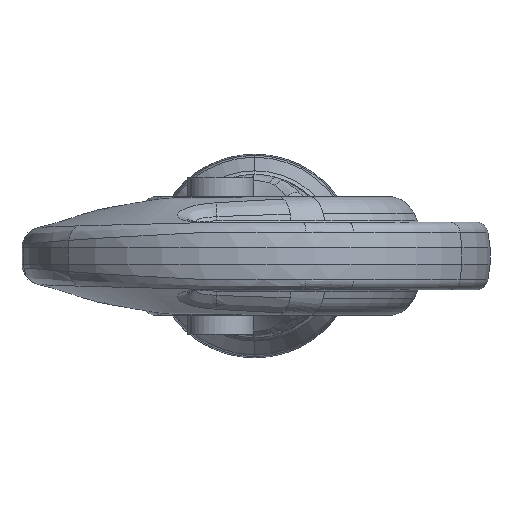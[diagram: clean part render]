
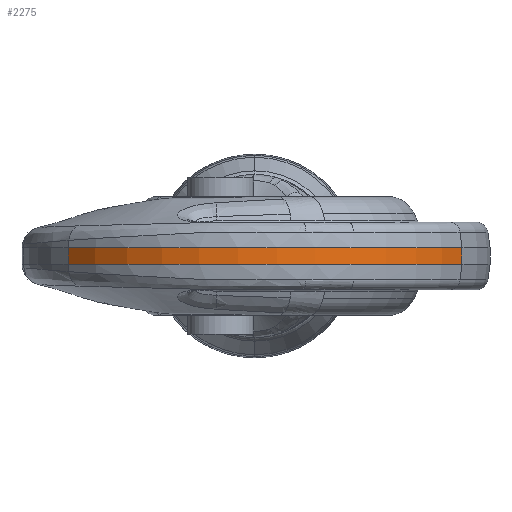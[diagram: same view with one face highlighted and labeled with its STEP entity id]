
A CAD part, front view. The second image highlights one B-rep face of the part: STEP entity #2275.
In plain terms, the highlighted cylindrical face has radius 69.5 mm (diameter 139 mm), a partial arc.
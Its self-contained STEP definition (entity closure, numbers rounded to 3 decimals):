
#2275=ADVANCED_FACE('',(#4596),#4597,.T.);
#4596=FACE_OUTER_BOUND('',#21201,.T.);
#4597=CYLINDRICAL_SURFACE('',#21202,69.5);
#21201=EDGE_LOOP('',(#32003,#32004,#32005,#32006));
#21202=AXIS2_PLACEMENT_3D('',#32007,#32008,#32009);
#32003=ORIENTED_EDGE('',*,*,#35064,.F.);
#32004=ORIENTED_EDGE('',*,*,#34897,.F.);
#32005=ORIENTED_EDGE('',*,*,#35065,.T.);
#32006=ORIENTED_EDGE('',*,*,#35066,.F.);
#32007=CARTESIAN_POINT('',(8.9,-4.8,25.0));
#32008=DIRECTION('',(0.0,0.0,1.0));
#32009=DIRECTION('',(-1.0,0.0,0.0));
#34897=EDGE_CURVE('',#38644,#38650,#38651,.F.);
#35064=EDGE_CURVE('',#38650,#38853,#38854,.T.);
#35065=EDGE_CURVE('',#38644,#38855,#38856,.T.);
#35066=EDGE_CURVE('',#38853,#38855,#38857,.F.);
#38644=VERTEX_POINT('',#51588);
#38650=VERTEX_POINT('',#51673);
#38651=CIRCLE('',#51674,69.5);
#38853=VERTEX_POINT('',#53412);
#38854=LINE('',#53413,#53414);
#38855=VERTEX_POINT('',#53415);
#38856=LINE('',#53416,#53417);
#38857=CIRCLE('',#53418,69.5);
#51588=CARTESIAN_POINT('',(-44.873,-48.831,2.402));
#51673=CARTESIAN_POINT('',(71.041,-35.924,2.402));
#51674=AXIS2_PLACEMENT_3D('',#58973,#58974,#58975);
#53412=CARTESIAN_POINT('',(71.041,-35.924,-2.402));
#53413=CARTESIAN_POINT('',(71.041,-35.924,2.402));
#53414=VECTOR('',#59131,4.804);
#53415=CARTESIAN_POINT('',(-44.873,-48.831,-2.402));
#53416=CARTESIAN_POINT('',(-44.873,-48.831,2.402));
#53417=VECTOR('',#59132,4.804);
#53418=AXIS2_PLACEMENT_3D('',#59133,#59134,#59135);
#58973=CARTESIAN_POINT('',(8.9,-4.8,2.402));
#58974=DIRECTION('',(0.0,0.0,-1.0));
#58975=DIRECTION('',(-1.0,0.0,0.0));
#59131=DIRECTION('',(0.0,0.0,-1.0));
#59132=DIRECTION('',(0.0,0.0,-1.0));
#59133=CARTESIAN_POINT('',(8.9,-4.8,-2.402));
#59134=DIRECTION('',(0.0,0.0,1.0));
#59135=DIRECTION('',(1.0,0.0,0.0));
